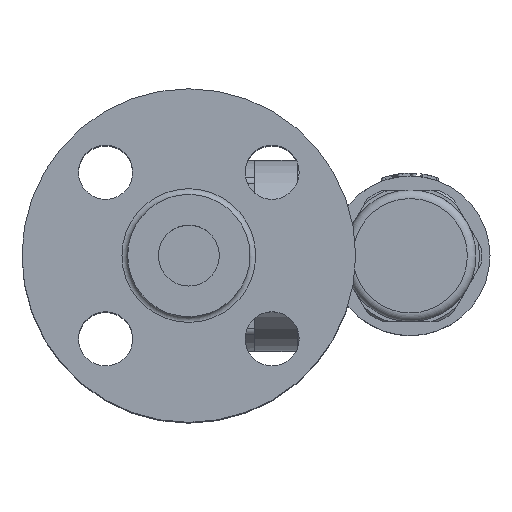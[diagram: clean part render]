
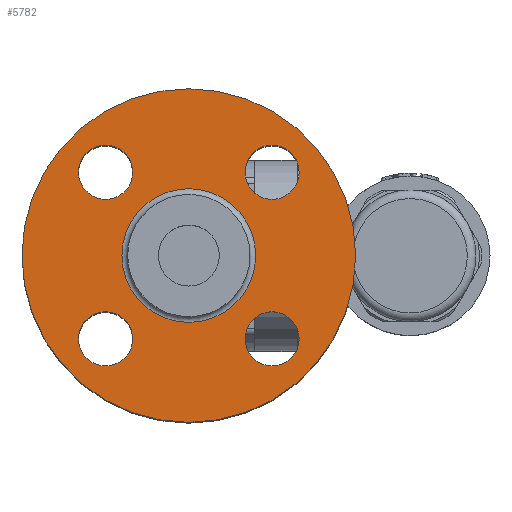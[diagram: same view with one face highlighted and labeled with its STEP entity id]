
A CAD part, top view. The second image highlights one B-rep face of the part: STEP entity #5782.
In plain terms, the highlighted planar face has unit normal (0, 0, 1).
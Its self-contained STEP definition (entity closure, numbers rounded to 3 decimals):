
#1059=FACE_BOUND('',#1623,.T.);
#1060=FACE_BOUND('',#1624,.T.);
#1061=FACE_BOUND('',#1625,.T.);
#1062=FACE_BOUND('',#1626,.T.);
#1063=FACE_BOUND('',#1627,.T.);
#1100=PLANE('',#6207);
#1248=FACE_OUTER_BOUND('',#1622,.T.);
#1622=EDGE_LOOP('',(#3996,#3997));
#1623=EDGE_LOOP('',(#3998,#3999));
#1624=EDGE_LOOP('',(#4000,#4001));
#1625=EDGE_LOOP('',(#4002,#4003));
#1626=EDGE_LOOP('',(#4004,#4005));
#1627=EDGE_LOOP('',(#4006,#4007));
#2042=CIRCLE('',#6202,23.45);
#2046=CIRCLE('',#6206,23.45);
#2047=CIRCLE('',#6208,58.5);
#2048=CIRCLE('',#6209,58.5);
#2049=CIRCLE('',#6210,9.5);
#2050=CIRCLE('',#6211,9.5);
#2051=CIRCLE('',#6212,9.5);
#2052=CIRCLE('',#6213,9.5);
#2053=CIRCLE('',#6214,9.5);
#2054=CIRCLE('',#6215,9.5);
#2055=CIRCLE('',#6216,9.5);
#2056=CIRCLE('',#6217,9.5);
#2430=VERTEX_POINT('',#8744);
#2431=VERTEX_POINT('',#8745);
#2434=VERTEX_POINT('',#8754);
#2435=VERTEX_POINT('',#8755);
#2436=VERTEX_POINT('',#8758);
#2437=VERTEX_POINT('',#8759);
#2438=VERTEX_POINT('',#8762);
#2439=VERTEX_POINT('',#8763);
#2440=VERTEX_POINT('',#8766);
#2441=VERTEX_POINT('',#8767);
#2442=VERTEX_POINT('',#8770);
#2443=VERTEX_POINT('',#8771);
#3028=EDGE_CURVE('',#2430,#2431,#2042,.T.);
#3032=EDGE_CURVE('',#2431,#2430,#2046,.T.);
#3033=EDGE_CURVE('',#2434,#2435,#2047,.T.);
#3034=EDGE_CURVE('',#2435,#2434,#2048,.T.);
#3035=EDGE_CURVE('',#2436,#2437,#2049,.T.);
#3036=EDGE_CURVE('',#2437,#2436,#2050,.T.);
#3037=EDGE_CURVE('',#2438,#2439,#2051,.T.);
#3038=EDGE_CURVE('',#2439,#2438,#2052,.T.);
#3039=EDGE_CURVE('',#2440,#2441,#2053,.T.);
#3040=EDGE_CURVE('',#2441,#2440,#2054,.T.);
#3041=EDGE_CURVE('',#2442,#2443,#2055,.T.);
#3042=EDGE_CURVE('',#2443,#2442,#2056,.T.);
#3996=ORIENTED_EDGE('',*,*,#3033,.T.);
#3997=ORIENTED_EDGE('',*,*,#3034,.T.);
#3998=ORIENTED_EDGE('',*,*,#3035,.T.);
#3999=ORIENTED_EDGE('',*,*,#3036,.T.);
#4000=ORIENTED_EDGE('',*,*,#3037,.T.);
#4001=ORIENTED_EDGE('',*,*,#3038,.T.);
#4002=ORIENTED_EDGE('',*,*,#3039,.T.);
#4003=ORIENTED_EDGE('',*,*,#3040,.T.);
#4004=ORIENTED_EDGE('',*,*,#3041,.T.);
#4005=ORIENTED_EDGE('',*,*,#3042,.T.);
#4006=ORIENTED_EDGE('',*,*,#3028,.F.);
#4007=ORIENTED_EDGE('',*,*,#3032,.F.);
#5782=ADVANCED_FACE('',(#1248,#1059,#1060,#1061,#1062,#1063),#1100,.T.);
#6202=AXIS2_PLACEMENT_3D('',#8746,#6996,#6997);
#6206=AXIS2_PLACEMENT_3D('',#8752,#7004,#7005);
#6207=AXIS2_PLACEMENT_3D('',#8753,#7006,#7007);
#6208=AXIS2_PLACEMENT_3D('',#8756,#7008,#7009);
#6209=AXIS2_PLACEMENT_3D('',#8757,#7010,#7011);
#6210=AXIS2_PLACEMENT_3D('',#8760,#7012,#7013);
#6211=AXIS2_PLACEMENT_3D('',#8761,#7014,#7015);
#6212=AXIS2_PLACEMENT_3D('',#8764,#7016,#7017);
#6213=AXIS2_PLACEMENT_3D('',#8765,#7018,#7019);
#6214=AXIS2_PLACEMENT_3D('',#8768,#7020,#7021);
#6215=AXIS2_PLACEMENT_3D('',#8769,#7022,#7023);
#6216=AXIS2_PLACEMENT_3D('',#8772,#7024,#7025);
#6217=AXIS2_PLACEMENT_3D('',#8773,#7026,#7027);
#6996=DIRECTION('center_axis',(0.,0.,1.));
#6997=DIRECTION('ref_axis',(-1.,0.,0.));
#7004=DIRECTION('center_axis',(0.,0.,1.));
#7005=DIRECTION('ref_axis',(-1.,0.,0.));
#7006=DIRECTION('center_axis',(0.,0.,1.));
#7007=DIRECTION('ref_axis',(1.,0.,0.));
#7008=DIRECTION('center_axis',(0.,0.,1.));
#7009=DIRECTION('ref_axis',(1.,0.,0.));
#7010=DIRECTION('center_axis',(0.,0.,1.));
#7011=DIRECTION('ref_axis',(1.,0.,0.));
#7012=DIRECTION('center_axis',(0.,0.,-1.));
#7013=DIRECTION('ref_axis',(1.,0.,0.));
#7014=DIRECTION('center_axis',(0.,0.,-1.));
#7015=DIRECTION('ref_axis',(1.,0.,0.));
#7016=DIRECTION('center_axis',(0.,0.,-1.));
#7017=DIRECTION('ref_axis',(0.,1.,0.));
#7018=DIRECTION('center_axis',(0.,0.,-1.));
#7019=DIRECTION('ref_axis',(0.,1.,0.));
#7020=DIRECTION('center_axis',(0.,0.,-1.));
#7021=DIRECTION('ref_axis',(-1.,0.,0.));
#7022=DIRECTION('center_axis',(0.,0.,-1.));
#7023=DIRECTION('ref_axis',(-1.,0.,0.));
#7024=DIRECTION('center_axis',(0.,0.,-1.));
#7025=DIRECTION('ref_axis',(0.,-1.,0.));
#7026=DIRECTION('center_axis',(0.,0.,-1.));
#7027=DIRECTION('ref_axis',(0.,-1.,0.));
#8744=CARTESIAN_POINT('',(23.45,0.,85.6));
#8745=CARTESIAN_POINT('',(-23.45,0.,85.6));
#8746=CARTESIAN_POINT('Origin',(0.,0.,85.6));
#8752=CARTESIAN_POINT('Origin',(0.,0.,85.6));
#8753=CARTESIAN_POINT('Origin',(39.975,0.,85.6));
#8754=CARTESIAN_POINT('',(58.5,0.,85.6));
#8755=CARTESIAN_POINT('',(-58.5,0.,85.6));
#8756=CARTESIAN_POINT('Origin',(0.,0.,85.6));
#8757=CARTESIAN_POINT('Origin',(0.,0.,85.6));
#8758=CARTESIAN_POINT('',(38.704,29.204,85.6));
#8759=CARTESIAN_POINT('',(19.704,29.204,85.6));
#8760=CARTESIAN_POINT('Origin',(29.204,29.204,85.6));
#8761=CARTESIAN_POINT('Origin',(29.204,29.204,85.6));
#8762=CARTESIAN_POINT('',(-29.204,38.704,85.6));
#8763=CARTESIAN_POINT('',(-29.204,19.704,85.6));
#8764=CARTESIAN_POINT('Origin',(-29.204,29.204,85.6));
#8765=CARTESIAN_POINT('Origin',(-29.204,29.204,85.6));
#8766=CARTESIAN_POINT('',(-38.704,-29.204,85.6));
#8767=CARTESIAN_POINT('',(-19.704,-29.204,85.6));
#8768=CARTESIAN_POINT('Origin',(-29.204,-29.204,85.6));
#8769=CARTESIAN_POINT('Origin',(-29.204,-29.204,85.6));
#8770=CARTESIAN_POINT('',(29.204,-38.704,85.6));
#8771=CARTESIAN_POINT('',(29.204,-19.704,85.6));
#8772=CARTESIAN_POINT('Origin',(29.204,-29.204,85.6));
#8773=CARTESIAN_POINT('Origin',(29.204,-29.204,85.6));
